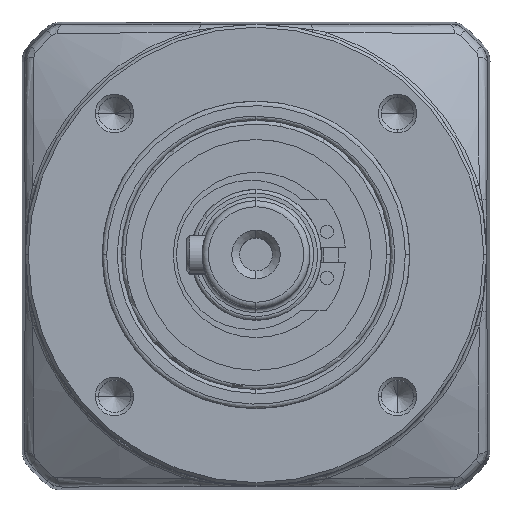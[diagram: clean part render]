
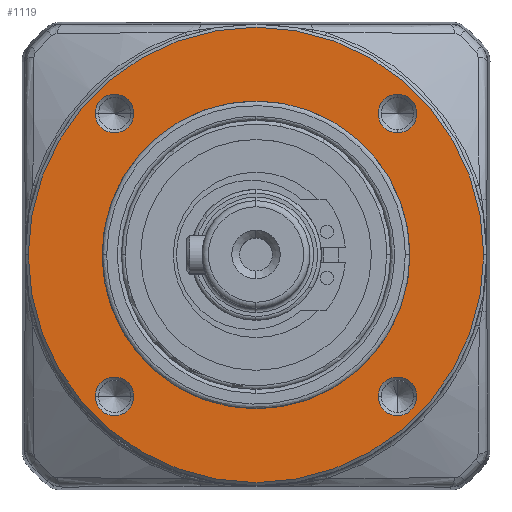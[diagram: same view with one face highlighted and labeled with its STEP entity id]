
A CAD part, top view. The second image highlights one B-rep face of the part: STEP entity #1119.
In plain terms, the highlighted planar face has unit normal (0, 0, 1).
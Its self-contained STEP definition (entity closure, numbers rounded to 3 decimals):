
#424 = AXIS2_PLACEMENT_3D ( 'NONE', #6521, #6495, #6488 ) ;
#1119 = ADVANCED_FACE ( 'NONE', ( #5768, #5705, #4073, #1440, #7569, #5917 ), #13009, .T. ) ;
#1212 = EDGE_CURVE ( 'NONE', #28083, #27952, #14233, .T. ) ;
#1440 = FACE_BOUND ( 'NONE', #12390, .T. ) ;
#1775 = CARTESIAN_POINT ( 'NONE',  ( -15.885, 18.385, 25.5 ) ) ;
#1843 = DIRECTION ( 'NONE',  ( -1., 0., 0. ) ) ;
#1864 = DIRECTION ( 'NONE',  ( 0., 0., -1. ) ) ;
#1901 = CARTESIAN_POINT ( 'NONE',  ( 0., 0., 25.5 ) ) ;
#1989 = AXIS2_PLACEMENT_3D ( 'NONE', #17531, #17499, #17467 ) ;
#2519 = AXIS2_PLACEMENT_3D ( 'NONE', #3711, #3648, #3641 ) ;
#2908 = ORIENTED_EDGE ( 'NONE', *, *, #23809, .T. ) ;
#3119 = VERTEX_POINT ( 'NONE', #14053 ) ;
#3402 = DIRECTION ( 'NONE',  ( -1., 0., 0. ) ) ;
#3432 = DIRECTION ( 'NONE',  ( 0., 0., -1. ) ) ;
#3450 = CARTESIAN_POINT ( 'NONE',  ( 0., 0., 25.5 ) ) ;
#3519 = ORIENTED_EDGE ( 'NONE', *, *, #18526, .F. ) ;
#3583 = CARTESIAN_POINT ( 'NONE',  ( 18.385, 15.885, 25.5 ) ) ;
#3641 = DIRECTION ( 'NONE',  ( 1., 0., 0. ) ) ;
#3648 = DIRECTION ( 'NONE',  ( 0., 0., -1. ) ) ;
#3711 = CARTESIAN_POINT ( 'NONE',  ( -18.385, -18.385, 25.5 ) ) ;
#4073 = FACE_BOUND ( 'NONE', #13028, .T. ) ;
#4402 = CARTESIAN_POINT ( 'NONE',  ( -15.885, -18.385, 25.5 ) ) ;
#4604 = CIRCLE ( 'NONE', #6831, 20. ) ;
#4650 = CARTESIAN_POINT ( 'NONE',  ( -20.885, -18.385, 25.5 ) ) ;
#5080 = CARTESIAN_POINT ( 'NONE',  ( -20.885, 18.385, 25.5 ) ) ;
#5705 = FACE_OUTER_BOUND ( 'NONE', #13400, .T. ) ;
#5768 = FACE_BOUND ( 'NONE', #12632, .T. ) ;
#5917 = FACE_BOUND ( 'NONE', #16934, .T. ) ;
#5947 = CARTESIAN_POINT ( 'NONE',  ( -29.6, 0., 25.5 ) ) ;
#6488 = DIRECTION ( 'NONE',  ( 0., -1., 0. ) ) ;
#6495 = DIRECTION ( 'NONE',  ( 0., 0., -1. ) ) ;
#6521 = CARTESIAN_POINT ( 'NONE',  ( 18.385, 18.385, 25.5 ) ) ;
#6595 = ORIENTED_EDGE ( 'NONE', *, *, #17401, .T. ) ;
#6831 = AXIS2_PLACEMENT_3D ( 'NONE', #1901, #1864, #1843 ) ;
#6883 = DIRECTION ( 'NONE',  ( 1., 0., 0. ) ) ;
#6935 = DIRECTION ( 'NONE',  ( 0., 0., -1. ) ) ;
#6939 = CARTESIAN_POINT ( 'NONE',  ( -18.385, 18.385, 25.5 ) ) ;
#7491 = EDGE_CURVE ( 'NONE', #27952, #28083, #12411, .T. ) ;
#7569 = FACE_BOUND ( 'NONE', #12416, .T. ) ;
#7751 = ORIENTED_EDGE ( 'NONE', *, *, #17555, .F. ) ;
#7916 = EDGE_CURVE ( 'NONE', #13687, #12796, #9968, .T. ) ;
#8226 = CARTESIAN_POINT ( 'NONE',  ( 18.385, -18.385, 25.5 ) ) ;
#8603 = CARTESIAN_POINT ( 'NONE',  ( 20.885, -18.385, 25.5 ) ) ;
#8838 = AXIS2_PLACEMENT_3D ( 'NONE', #26842, #26838, #26810 ) ;
#9010 = AXIS2_PLACEMENT_3D ( 'NONE', #3450, #3432, #3402 ) ;
#9123 = DIRECTION ( 'NONE',  ( 0., 0., -1. ) ) ;
#9558 = ORIENTED_EDGE ( 'NONE', *, *, #11905, .T. ) ;
#9901 = VERTEX_POINT ( 'NONE', #21498 ) ;
#9968 = CIRCLE ( 'NONE', #8838, 2.5 ) ;
#10577 = VERTEX_POINT ( 'NONE', #5947 ) ;
#10902 = EDGE_CURVE ( 'NONE', #16974, #9901, #4604, .T. ) ;
#11905 = EDGE_CURVE ( 'NONE', #15182, #15359, #18108, .T. ) ;
#11981 = EDGE_CURVE ( 'NONE', #9901, #16974, #18312, .T. ) ;
#12075 = CARTESIAN_POINT ( 'NONE',  ( 20., 0., 25.5 ) ) ;
#12098 = DIRECTION ( 'NONE',  ( 0., -1., 0. ) ) ;
#12131 = DIRECTION ( 'NONE',  ( 0., 0., -1. ) ) ;
#12169 = CARTESIAN_POINT ( 'NONE',  ( 18.385, 18.385, 25.5 ) ) ;
#12390 = EDGE_LOOP ( 'NONE', ( #6595, #9558 ) ) ;
#12411 = CIRCLE ( 'NONE', #424, 2.5 ) ;
#12416 = EDGE_LOOP ( 'NONE', ( #20196, #2908 ) ) ;
#12488 = EDGE_CURVE ( 'NONE', #14013, #13987, #20638, .T. ) ;
#12632 = EDGE_LOOP ( 'NONE', ( #12911, #14790 ) ) ;
#12796 = VERTEX_POINT ( 'NONE', #24885 ) ;
#12911 = ORIENTED_EDGE ( 'NONE', *, *, #11981, .T. ) ;
#12973 = DIRECTION ( 'NONE',  ( 1., 0., 0. ) ) ;
#12975 = DIRECTION ( 'NONE',  ( 0., 0., 1. ) ) ;
#13009 = PLANE ( 'NONE',  #13694 ) ;
#13028 = EDGE_LOOP ( 'NONE', ( #22598, #14287 ) ) ;
#13051 = CARTESIAN_POINT ( 'NONE',  ( 0., 0., 25.5 ) ) ;
#13400 = EDGE_LOOP ( 'NONE', ( #7751, #3519 ) ) ;
#13687 = VERTEX_POINT ( 'NONE', #8603 ) ;
#13694 = AXIS2_PLACEMENT_3D ( 'NONE', #13051, #12975, #12973 ) ;
#13781 = DIRECTION ( 'NONE',  ( -1., 0., 0. ) ) ;
#13791 = DIRECTION ( 'NONE',  ( 0., 0., -1. ) ) ;
#13816 = CARTESIAN_POINT ( 'NONE',  ( 0., 0., 25.5 ) ) ;
#13987 = VERTEX_POINT ( 'NONE', #4650 ) ;
#14013 = VERTEX_POINT ( 'NONE', #4402 ) ;
#14053 = CARTESIAN_POINT ( 'NONE',  ( 29.6, 0., 25.5 ) ) ;
#14233 = CIRCLE ( 'NONE', #15208, 2.5 ) ;
#14287 = ORIENTED_EDGE ( 'NONE', *, *, #7491, .T. ) ;
#14300 = CIRCLE ( 'NONE', #24225, 29.6 ) ;
#14422 = ORIENTED_EDGE ( 'NONE', *, *, #15888, .T. ) ;
#14790 = ORIENTED_EDGE ( 'NONE', *, *, #10902, .T. ) ;
#15182 = VERTEX_POINT ( 'NONE', #5080 ) ;
#15208 = AXIS2_PLACEMENT_3D ( 'NONE', #12169, #12131, #12098 ) ;
#15359 = VERTEX_POINT ( 'NONE', #1775 ) ;
#15375 = DIRECTION ( 'NONE',  ( 1., 0., 0. ) ) ;
#15407 = DIRECTION ( 'NONE',  ( 0., 0., -1. ) ) ;
#15441 = CARTESIAN_POINT ( 'NONE',  ( -18.385, 18.385, 25.5 ) ) ;
#15888 = EDGE_CURVE ( 'NONE', #12796, #13687, #17695, .T. ) ;
#16934 = EDGE_LOOP ( 'NONE', ( #23491, #14422 ) ) ;
#16974 = VERTEX_POINT ( 'NONE', #12075 ) ;
#17401 = EDGE_CURVE ( 'NONE', #15359, #15182, #24025, .T. ) ;
#17467 = DIRECTION ( 'NONE',  ( 1., 0., 0. ) ) ;
#17499 = DIRECTION ( 'NONE',  ( 0., 0., -1. ) ) ;
#17531 = CARTESIAN_POINT ( 'NONE',  ( -18.385, -18.385, 25.5 ) ) ;
#17555 = EDGE_CURVE ( 'NONE', #10577, #3119, #26433, .T. ) ;
#17695 = CIRCLE ( 'NONE', #24184, 2.5 ) ;
#18108 = CIRCLE ( 'NONE', #22029, 2.5 ) ;
#18312 = CIRCLE ( 'NONE', #24998, 20. ) ;
#18526 = EDGE_CURVE ( 'NONE', #3119, #10577, #14300, .T. ) ;
#19938 = AXIS2_PLACEMENT_3D ( 'NONE', #6939, #6935, #6883 ) ;
#20196 = ORIENTED_EDGE ( 'NONE', *, *, #12488, .T. ) ;
#20417 = DIRECTION ( 'NONE',  ( -1., 0., 0. ) ) ;
#20421 = DIRECTION ( 'NONE',  ( 0., 0., -1. ) ) ;
#20445 = CARTESIAN_POINT ( 'NONE',  ( 0., 0., 25.5 ) ) ;
#20638 = CIRCLE ( 'NONE', #2519, 2.5 ) ;
#21498 = CARTESIAN_POINT ( 'NONE',  ( -20., 0., 25.5 ) ) ;
#22029 = AXIS2_PLACEMENT_3D ( 'NONE', #15441, #15407, #15375 ) ;
#22598 = ORIENTED_EDGE ( 'NONE', *, *, #1212, .T. ) ;
#23491 = ORIENTED_EDGE ( 'NONE', *, *, #7916, .T. ) ;
#23809 = EDGE_CURVE ( 'NONE', #13987, #14013, #27339, .T. ) ;
#24025 = CIRCLE ( 'NONE', #19938, 2.5 ) ;
#24184 = AXIS2_PLACEMENT_3D ( 'NONE', #8226, #9123, #24589 ) ;
#24225 = AXIS2_PLACEMENT_3D ( 'NONE', #20445, #20421, #20417 ) ;
#24589 = DIRECTION ( 'NONE',  ( 1., 0., 0. ) ) ;
#24885 = CARTESIAN_POINT ( 'NONE',  ( 15.885, -18.385, 25.5 ) ) ;
#24998 = AXIS2_PLACEMENT_3D ( 'NONE', #13816, #13791, #13781 ) ;
#25408 = CARTESIAN_POINT ( 'NONE',  ( 18.385, 20.885, 25.5 ) ) ;
#26433 = CIRCLE ( 'NONE', #9010, 29.6 ) ;
#26810 = DIRECTION ( 'NONE',  ( 1., 0., 0. ) ) ;
#26838 = DIRECTION ( 'NONE',  ( 0., 0., -1. ) ) ;
#26842 = CARTESIAN_POINT ( 'NONE',  ( 18.385, -18.385, 25.5 ) ) ;
#27339 = CIRCLE ( 'NONE', #1989, 2.5 ) ;
#27952 = VERTEX_POINT ( 'NONE', #25408 ) ;
#28083 = VERTEX_POINT ( 'NONE', #3583 ) ;
